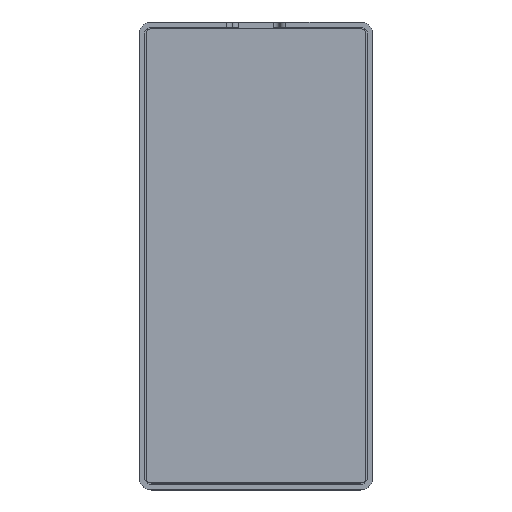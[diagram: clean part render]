
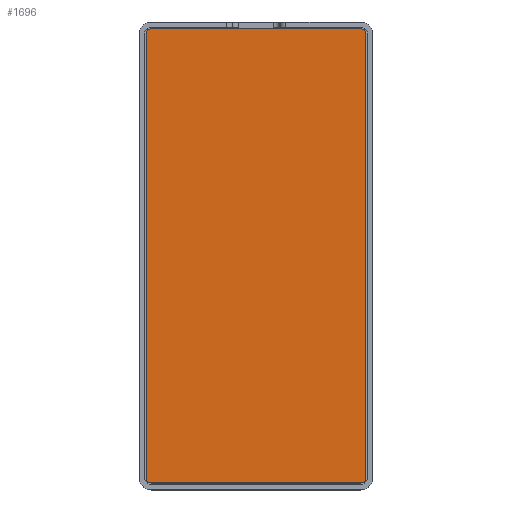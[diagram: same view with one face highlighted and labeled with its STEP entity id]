
A CAD part, top view. The second image highlights one B-rep face of the part: STEP entity #1696.
In plain terms, the highlighted planar face has unit normal (0, 0, 1).
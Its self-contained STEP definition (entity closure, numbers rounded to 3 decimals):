
#93=PLANE('',#1839);
#185=FACE_OUTER_BOUND('',#285,.T.);
#285=EDGE_LOOP('',(#1574,#1575,#1576,#1577,#1578,#1579,#1580,#1581));
#465=LINE('',#2768,#655);
#468=LINE('',#2776,#658);
#471=LINE('',#2784,#661);
#474=LINE('',#2792,#664);
#655=VECTOR('',#2277,10.);
#658=VECTOR('',#2286,10.);
#661=VECTOR('',#2295,10.);
#664=VECTOR('',#2304,10.);
#710=CIRCLE('',#1829,0.74);
#711=CIRCLE('',#1832,0.74);
#712=CIRCLE('',#1835,0.74);
#713=CIRCLE('',#1838,0.74);
#860=VERTEX_POINT('',#2765);
#861=VERTEX_POINT('',#2767);
#862=VERTEX_POINT('',#2771);
#863=VERTEX_POINT('',#2775);
#864=VERTEX_POINT('',#2779);
#865=VERTEX_POINT('',#2783);
#866=VERTEX_POINT('',#2787);
#867=VERTEX_POINT('',#2791);
#1091=EDGE_CURVE('',#861,#860,#465,.T.);
#1093=EDGE_CURVE('',#862,#861,#710,.T.);
#1095=EDGE_CURVE('',#863,#862,#468,.T.);
#1097=EDGE_CURVE('',#864,#863,#711,.T.);
#1099=EDGE_CURVE('',#865,#864,#471,.T.);
#1101=EDGE_CURVE('',#866,#865,#712,.T.);
#1103=EDGE_CURVE('',#867,#866,#474,.T.);
#1105=EDGE_CURVE('',#860,#867,#713,.T.);
#1574=ORIENTED_EDGE('',*,*,#1105,.T.);
#1575=ORIENTED_EDGE('',*,*,#1103,.T.);
#1576=ORIENTED_EDGE('',*,*,#1101,.T.);
#1577=ORIENTED_EDGE('',*,*,#1099,.T.);
#1578=ORIENTED_EDGE('',*,*,#1097,.T.);
#1579=ORIENTED_EDGE('',*,*,#1095,.T.);
#1580=ORIENTED_EDGE('',*,*,#1093,.T.);
#1581=ORIENTED_EDGE('',*,*,#1091,.T.);
#1696=ADVANCED_FACE('',(#185),#93,.T.);
#1829=AXIS2_PLACEMENT_3D('',#2772,#2281,#2282);
#1832=AXIS2_PLACEMENT_3D('',#2780,#2290,#2291);
#1835=AXIS2_PLACEMENT_3D('',#2788,#2299,#2300);
#1838=AXIS2_PLACEMENT_3D('',#2795,#2308,#2309);
#1839=AXIS2_PLACEMENT_3D('',#2796,#2310,#2311);
#2277=DIRECTION('',(0.,-1.,0.));
#2281=DIRECTION('center_axis',(0.,0.,1.));
#2282=DIRECTION('ref_axis',(0.,1.,0.));
#2286=DIRECTION('',(-1.,0.,0.));
#2290=DIRECTION('center_axis',(0.,0.,1.));
#2291=DIRECTION('ref_axis',(1.,0.,0.));
#2295=DIRECTION('',(0.,1.,0.));
#2299=DIRECTION('center_axis',(0.,0.,1.));
#2300=DIRECTION('ref_axis',(0.,-1.,0.));
#2304=DIRECTION('',(1.,0.,0.));
#2308=DIRECTION('center_axis',(0.,0.,1.));
#2309=DIRECTION('ref_axis',(-1.,0.,0.));
#2310=DIRECTION('center_axis',(0.,0.,1.));
#2311=DIRECTION('ref_axis',(-1.,0.,0.));
#2765=CARTESIAN_POINT('',(-14.94,-40.,5.8));
#2767=CARTESIAN_POINT('',(-14.94,20.2,5.8));
#2768=CARTESIAN_POINT('',(-14.94,20.2,5.8));
#2771=CARTESIAN_POINT('',(-14.2,20.94,5.8));
#2772=CARTESIAN_POINT('Origin',(-14.2,20.2,5.8));
#2775=CARTESIAN_POINT('',(14.2,20.94,5.8));
#2776=CARTESIAN_POINT('',(14.2,20.94,5.8));
#2779=CARTESIAN_POINT('',(14.94,20.2,5.8));
#2780=CARTESIAN_POINT('Origin',(14.2,20.2,5.8));
#2783=CARTESIAN_POINT('',(14.94,-40.,5.8));
#2784=CARTESIAN_POINT('',(14.94,-40.,5.8));
#2787=CARTESIAN_POINT('',(14.2,-40.74,5.8));
#2788=CARTESIAN_POINT('Origin',(14.2,-40.,5.8));
#2791=CARTESIAN_POINT('',(-14.2,-40.74,5.8));
#2792=CARTESIAN_POINT('',(-14.2,-40.74,5.8));
#2795=CARTESIAN_POINT('Origin',(-14.2,-40.,5.8));
#2796=CARTESIAN_POINT('Origin',(0.,-9.9,5.8));
